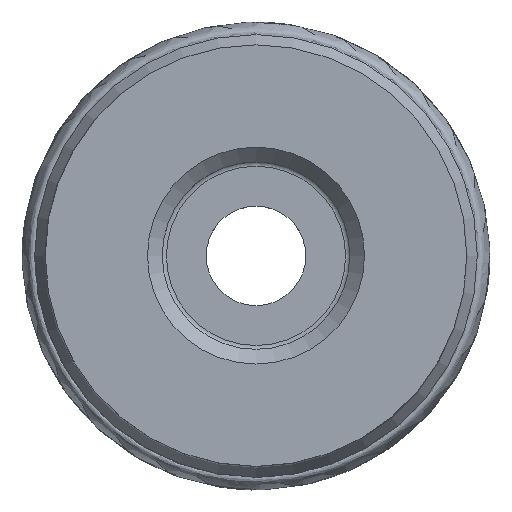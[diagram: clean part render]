
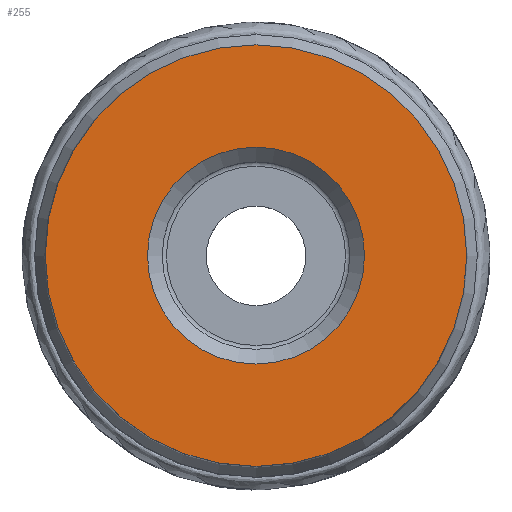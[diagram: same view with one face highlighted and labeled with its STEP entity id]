
A CAD part, top view. The second image highlights one B-rep face of the part: STEP entity #255.
In plain terms, the highlighted planar face has unit normal (0, 0, 1).
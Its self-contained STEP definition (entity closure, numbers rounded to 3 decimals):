
#96=PLANE('',#480);
#123=EDGE_LOOP('',(#165));
#124=EDGE_LOOP('',(#166));
#165=ORIENTED_EDGE('',*,*,#189,.F.);
#166=ORIENTED_EDGE('',*,*,#199,.T.);
#189=EDGE_CURVE('',#313,#313,#210,.T.);
#199=EDGE_CURVE('',#323,#323,#220,.T.);
#210=CIRCLE('',#460,28.575);
#220=CIRCLE('',#479,14.705);
#255=ADVANCED_FACE('',(#287,#288),#96,.T.);
#287=FACE_BOUND('',#123,.T.);
#288=FACE_BOUND('',#124,.T.);
#313=VERTEX_POINT('',#9717);
#323=VERTEX_POINT('',#9746);
#460=AXIS2_PLACEMENT_3D('',#9716,#525,#526);
#479=AXIS2_PLACEMENT_3D('',#9745,#563,#564);
#480=AXIS2_PLACEMENT_3D('',#9747,#565,#566);
#525=DIRECTION('',(0.,0.,-1.));
#526=DIRECTION('',(-1.,0.,0.));
#563=DIRECTION('',(0.,0.,-1.));
#564=DIRECTION('',(0.,-1.,0.));
#565=DIRECTION('',(0.,0.,1.));
#566=DIRECTION('',(1.,0.,0.));
#9716=CARTESIAN_POINT('',(0.,0.,0.));
#9717=CARTESIAN_POINT('',(-28.575,0.,0.));
#9745=CARTESIAN_POINT('',(0.,0.,0.));
#9746=CARTESIAN_POINT('',(0.,-14.705,0.));
#9747=CARTESIAN_POINT('',(0.,28.575,0.));
